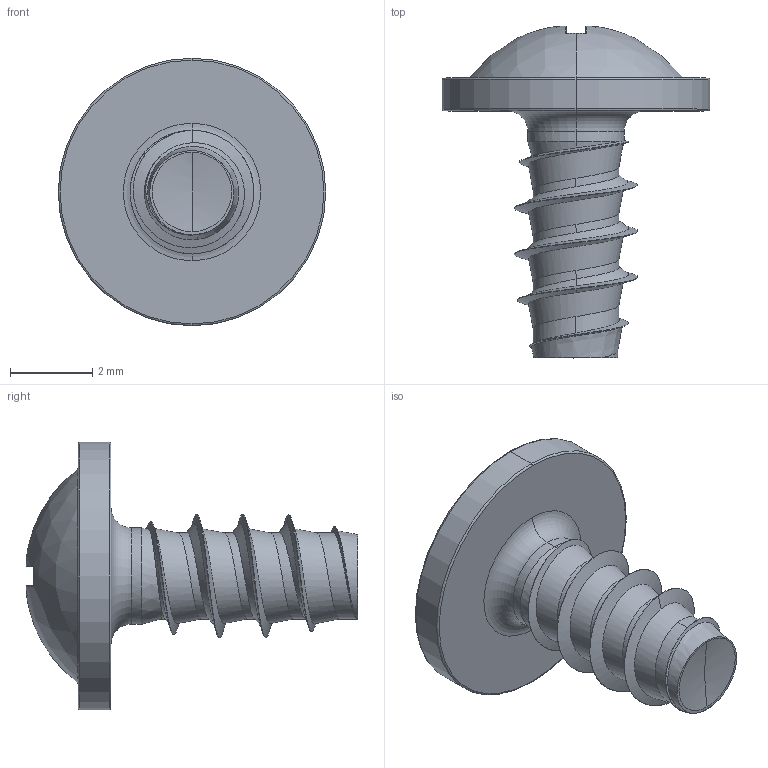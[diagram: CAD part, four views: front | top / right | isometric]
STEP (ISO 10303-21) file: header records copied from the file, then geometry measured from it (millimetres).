
FILE_DESCRIPTION (( 'STEP AP203' ), '1' );
FILE_NAME ('STP210300060.STEP', '2017-08-14T17:10:31', ( '' ), ( '' ), 'SwSTEP 2.0', 'SolidWorks 2015', '' );
FILE_SCHEMA (( 'CONFIG_CONTROL_DESIGN' ));
Length unit declared in the file: millimetre
Products named in the file (1): STP210300060
Bounding box: 6.5 x 8.06 x 6.5 mm (x, y, z)
Volume: 63.8 mm3; surface area: 152 mm2
Topology: 1 solids, 1 shells, 189 faces, 441 edges, 255 vertices
Faces by surface type: bspline 63, cylinder 36, plane 31, torus 30, sphere 20, cone 9
Entity records: 13161 total; most frequent: CARTESIAN_POINT 9278, ORIENTED_EDGE 878, DIRECTION 719, EDGE_CURVE 439, AXIS2_PLACEMENT_3D 323, VERTEX_POINT 255, CIRCLE 196, EDGE_LOOP 192
